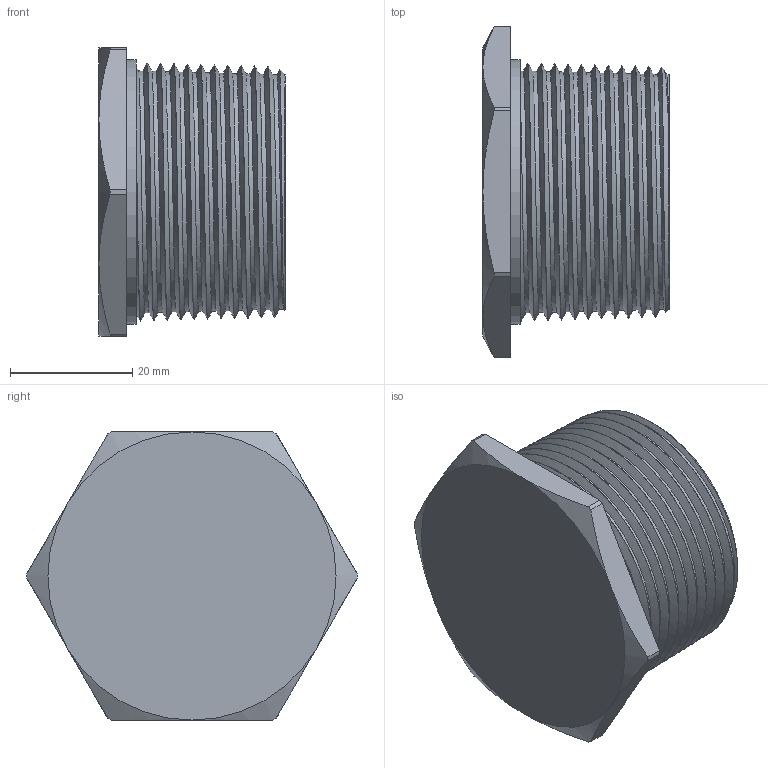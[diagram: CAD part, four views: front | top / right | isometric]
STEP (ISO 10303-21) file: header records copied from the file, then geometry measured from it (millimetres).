
FILE_DESCRIPTION(/* description */ ('Verschlusschraube sechskant Ex NPT 1 1/4"','CAx-IF Rec.Pracs.---Representation and Presentation of Product Manufacturing Information (PMI)---3.8---2014-02-18'),/* implementation_level */ '2;1');
FILE_NAME(/* name */ 'RX190694-RST.stp',/* time_stamp */ '2024-05-07T08:23:18+02:00',/* author */ ('sl'),/* organization */ (''),/* preprocessor_version */ 'ST-DEVELOPER v16.5',/* originating_system */ 'Autodesk Inventor 2017',/* authorisation */ '');
FILE_SCHEMA (('AP242_MANAGED_MODEL_BASED_3D_ENGINEERING_MIM_LF { 1 0 10303 442 1 1 4 }'));
Length unit declared in the file: millimetre
Products named in the file (1): RX190694
Bounding box: 30.5 x 54.12 x 47.2 mm (x, y, z)
Volume: 20429.4 mm3; surface area: 16282 mm2
Topology: 1 solids, 1 shells, 32 faces, 75 edges, 46 vertices
Faces by surface type: cone 10, plane 10, cylinder 8, bspline 4
Full cylindrical faces by diameter (mm): 33.3 x1, 43.35 x1
Entity records: 4130 total; most frequent: CARTESIAN_POINT 3441, ORIENTED_EDGE 140, DIRECTION 132, EDGE_CURVE 68, AXIS2_PLACEMENT_3D 57, VERTEX_POINT 44, EDGE_LOOP 38, FACE_OUTER_BOUND 32
